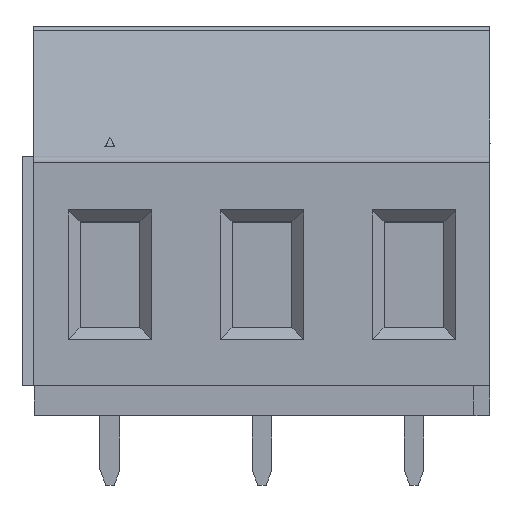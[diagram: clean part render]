
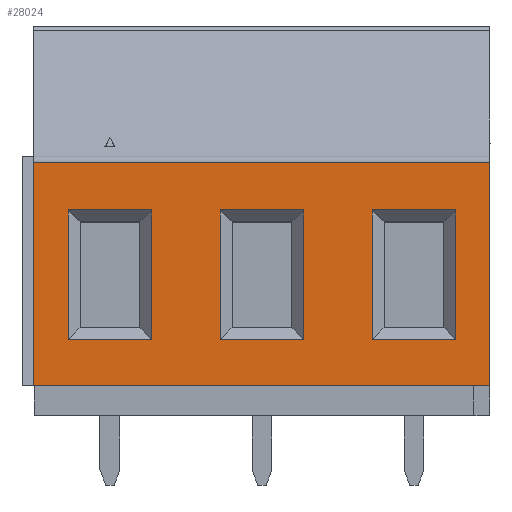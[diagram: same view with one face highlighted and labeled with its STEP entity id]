
A CAD part, top view. The second image highlights one B-rep face of the part: STEP entity #28024.
In plain terms, the highlighted planar face has unit normal (0, 0, 1).
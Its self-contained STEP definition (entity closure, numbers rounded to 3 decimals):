
#183 = LINE ( 'NONE', #26590, #25095 ) ;
#397 = CARTESIAN_POINT ( 'NONE',  ( 0., 3.8, 10.5 ) ) ;
#796 = LINE ( 'NONE', #16230, #1029 ) ;
#825 = DIRECTION ( 'NONE',  ( -1., 0., 0. ) ) ;
#890 = DIRECTION ( 'NONE',  ( 0., -1., 0. ) ) ;
#1029 = VECTOR ( 'NONE', #3086, 1000. ) ;
#1171 = VERTEX_POINT ( 'NONE', #18290 ) ;
#1392 = CARTESIAN_POINT ( 'NONE',  ( 7.62, 3.8, 10.5 ) ) ;
#1490 = VERTEX_POINT ( 'NONE', #19660 ) ;
#1505 = VERTEX_POINT ( 'NONE', #7078 ) ;
#1518 = VECTOR ( 'NONE', #15043, 1000. ) ;
#1606 = CARTESIAN_POINT ( 'NONE',  ( 22.86, 19.5, 10.5 ) ) ;
#1775 = DIRECTION ( 'NONE',  ( 1., 0., 0. ) ) ;
#1844 = CARTESIAN_POINT ( 'NONE',  ( 0., 1.5, 10.5 ) ) ;
#1880 = EDGE_CURVE ( 'NONE', #1171, #25986, #3692, .T. ) ;
#1899 = VECTOR ( 'NONE', #825, 1000. ) ;
#2262 = DIRECTION ( 'NONE',  ( -1., 0., 0. ) ) ;
#2342 = VERTEX_POINT ( 'NONE', #7119 ) ;
#2723 = EDGE_CURVE ( 'NONE', #19947, #2855, #14713, .T. ) ;
#2819 = LINE ( 'NONE', #22604, #1899 ) ;
#2855 = VERTEX_POINT ( 'NONE', #22855 ) ;
#3086 = DIRECTION ( 'NONE',  ( 0., -1., 0. ) ) ;
#3236 = CARTESIAN_POINT ( 'NONE',  ( 7.62, 10.3, 10.5 ) ) ;
#3249 = EDGE_CURVE ( 'NONE', #7098, #16540, #11070, .T. ) ;
#3294 = VERTEX_POINT ( 'NONE', #7441 ) ;
#3457 = CARTESIAN_POINT ( 'NONE',  ( 16.95, 10.3, 10.5 ) ) ;
#3631 = CARTESIAN_POINT ( 'NONE',  ( 5.91, 3.8, 10.5 ) ) ;
#3692 = LINE ( 'NONE', #1392, #17780 ) ;
#4003 = ORIENTED_EDGE ( 'NONE', *, *, #11485, .F. ) ;
#4177 = VERTEX_POINT ( 'NONE', #8454 ) ;
#4461 = LINE ( 'NONE', #4739, #12266 ) ;
#4739 = CARTESIAN_POINT ( 'NONE',  ( 21.15, 0., 10.5 ) ) ;
#4859 = VECTOR ( 'NONE', #27052, 1000. ) ;
#5399 = VECTOR ( 'NONE', #2262, 1000. ) ;
#6113 = DIRECTION ( 'NONE',  ( 0., 0., -1. ) ) ;
#6343 = LINE ( 'NONE', #1606, #7628 ) ;
#6400 = FACE_BOUND ( 'NONE', #20239, .T. ) ;
#6461 = VERTEX_POINT ( 'NONE', #13899 ) ;
#6657 = ORIENTED_EDGE ( 'NONE', *, *, #11196, .T. ) ;
#7061 = EDGE_CURVE ( 'NONE', #2342, #17513, #183, .T. ) ;
#7078 = CARTESIAN_POINT ( 'NONE',  ( 9.33, 10.3, 10.5 ) ) ;
#7098 = VERTEX_POINT ( 'NONE', #17394 ) ;
#7119 = CARTESIAN_POINT ( 'NONE',  ( 5.91, 10.3, 10.5 ) ) ;
#7158 = ORIENTED_EDGE ( 'NONE', *, *, #2723, .T. ) ;
#7441 = CARTESIAN_POINT ( 'NONE',  ( 1.71, 10.3, 10.5 ) ) ;
#7524 = CARTESIAN_POINT ( 'NONE',  ( 13.53, 3.8, 10.5 ) ) ;
#7628 = VECTOR ( 'NONE', #13030, 1000. ) ;
#7637 = VECTOR ( 'NONE', #9182, 1000. ) ;
#7802 = DIRECTION ( 'NONE',  ( 0., -1., 0. ) ) ;
#8008 = EDGE_CURVE ( 'NONE', #1505, #1490, #18264, .T. ) ;
#8367 = LINE ( 'NONE', #25959, #1518 ) ;
#8423 = FACE_BOUND ( 'NONE', #25255, .T. ) ;
#8454 = CARTESIAN_POINT ( 'NONE',  ( 1.71, 3.8, 10.5 ) ) ;
#8582 = VECTOR ( 'NONE', #21076, 1000. ) ;
#8748 = DIRECTION ( 'NONE',  ( 0., -1., 0. ) ) ;
#8951 = VECTOR ( 'NONE', #8748, 1000. ) ;
#9051 = LINE ( 'NONE', #397, #7637 ) ;
#9182 = DIRECTION ( 'NONE',  ( 1., 0., 0. ) ) ;
#9499 = VECTOR ( 'NONE', #11447, 1000. ) ;
#9601 = VERTEX_POINT ( 'NONE', #9892 ) ;
#9692 = LINE ( 'NONE', #12027, #26058 ) ;
#9892 = CARTESIAN_POINT ( 'NONE',  ( 21.15, 3.8, 10.5 ) ) ;
#10187 = DIRECTION ( 'NONE',  ( 1., 0., 0. ) ) ;
#10629 = CARTESIAN_POINT ( 'NONE',  ( 16.95, 0., 10.5 ) ) ;
#10887 = FACE_BOUND ( 'NONE', #16412, .T. ) ;
#11070 = LINE ( 'NONE', #1844, #5399 ) ;
#11138 = CARTESIAN_POINT ( 'NONE',  ( 15.24, 3.8, 10.5 ) ) ;
#11196 = EDGE_CURVE ( 'NONE', #3294, #2342, #15225, .T. ) ;
#11447 = DIRECTION ( 'NONE',  ( 1., 0., 0. ) ) ;
#11485 = EDGE_CURVE ( 'NONE', #28508, #7098, #6343, .T. ) ;
#11574 = EDGE_CURVE ( 'NONE', #2855, #9601, #4461, .T. ) ;
#11714 = EDGE_CURVE ( 'NONE', #19947, #25098, #25912, .T. ) ;
#11851 = ORIENTED_EDGE ( 'NONE', *, *, #17532, .F. ) ;
#12027 = CARTESIAN_POINT ( 'NONE',  ( 1.71, 0., 10.5 ) ) ;
#12266 = VECTOR ( 'NONE', #26544, 1000. ) ;
#13030 = DIRECTION ( 'NONE',  ( 0., -1., 0. ) ) ;
#13899 = CARTESIAN_POINT ( 'NONE',  ( 0., 12.7, 10.5 ) ) ;
#13915 = CARTESIAN_POINT ( 'NONE',  ( 16.95, 3.8, 10.5 ) ) ;
#13941 = ORIENTED_EDGE ( 'NONE', *, *, #26337, .F. ) ;
#14250 = EDGE_LOOP ( 'NONE', ( #4003, #25429, #27686, #25498 ) ) ;
#14445 = CARTESIAN_POINT ( 'NONE',  ( 0., 19.5, 10.5 ) ) ;
#14713 = LINE ( 'NONE', #14991, #8582 ) ;
#14925 = ORIENTED_EDGE ( 'NONE', *, *, #17098, .T. ) ;
#14991 = CARTESIAN_POINT ( 'NONE',  ( 15.24, 10.3, 10.5 ) ) ;
#15043 = DIRECTION ( 'NONE',  ( 0., -1., 0. ) ) ;
#15225 = LINE ( 'NONE', #26282, #21780 ) ;
#15674 = ORIENTED_EDGE ( 'NONE', *, *, #23176, .F. ) ;
#16230 = CARTESIAN_POINT ( 'NONE',  ( 13.53, 0., 10.5 ) ) ;
#16359 = EDGE_CURVE ( 'NONE', #28508, #6461, #2819, .T. ) ;
#16412 = EDGE_LOOP ( 'NONE', ( #28300, #7158, #25291, #15674 ) ) ;
#16511 = CARTESIAN_POINT ( 'NONE',  ( 0., 1.5, 10.5 ) ) ;
#16540 = VERTEX_POINT ( 'NONE', #16511 ) ;
#17098 = EDGE_CURVE ( 'NONE', #1490, #25986, #796, .T. ) ;
#17394 = CARTESIAN_POINT ( 'NONE',  ( 22.86, 1.5, 10.5 ) ) ;
#17513 = VERTEX_POINT ( 'NONE', #3631 ) ;
#17529 = DIRECTION ( 'NONE',  ( -1., 0., 0. ) ) ;
#17532 = EDGE_CURVE ( 'NONE', #1505, #1171, #8367, .T. ) ;
#17654 = FACE_OUTER_BOUND ( 'NONE', #14250, .T. ) ;
#17780 = VECTOR ( 'NONE', #10187, 1000. ) ;
#18264 = LINE ( 'NONE', #3236, #4859 ) ;
#18290 = CARTESIAN_POINT ( 'NONE',  ( 9.33, 3.8, 10.5 ) ) ;
#19250 = CARTESIAN_POINT ( 'NONE',  ( 22.86, 12.7, 10.5 ) ) ;
#19397 = ORIENTED_EDGE ( 'NONE', *, *, #1880, .F. ) ;
#19660 = CARTESIAN_POINT ( 'NONE',  ( 13.53, 10.3, 10.5 ) ) ;
#19946 = EDGE_CURVE ( 'NONE', #6461, #16540, #25376, .T. ) ;
#19947 = VERTEX_POINT ( 'NONE', #3457 ) ;
#20239 = EDGE_LOOP ( 'NONE', ( #11851, #28472, #14925, #19397 ) ) ;
#21076 = DIRECTION ( 'NONE',  ( 1., 0., 0. ) ) ;
#21344 = ORIENTED_EDGE ( 'NONE', *, *, #23219, .F. ) ;
#21780 = VECTOR ( 'NONE', #1775, 1000. ) ;
#22144 = DIRECTION ( 'NONE',  ( 0., -1., 0. ) ) ;
#22604 = CARTESIAN_POINT ( 'NONE',  ( 0., 12.7, 10.5 ) ) ;
#22855 = CARTESIAN_POINT ( 'NONE',  ( 21.15, 10.3, 10.5 ) ) ;
#22902 = AXIS2_PLACEMENT_3D ( 'NONE', #25872, #6113, #17529 ) ;
#23176 = EDGE_CURVE ( 'NONE', #25098, #9601, #24807, .T. ) ;
#23219 = EDGE_CURVE ( 'NONE', #3294, #4177, #9692, .T. ) ;
#23971 = PLANE ( 'NONE',  #22902 ) ;
#24768 = VECTOR ( 'NONE', #890, 1000. ) ;
#24807 = LINE ( 'NONE', #11138, #9499 ) ;
#25095 = VECTOR ( 'NONE', #22144, 1000. ) ;
#25098 = VERTEX_POINT ( 'NONE', #13915 ) ;
#25255 = EDGE_LOOP ( 'NONE', ( #21344, #6657, #28108, #13941 ) ) ;
#25291 = ORIENTED_EDGE ( 'NONE', *, *, #11574, .T. ) ;
#25376 = LINE ( 'NONE', #14445, #24768 ) ;
#25429 = ORIENTED_EDGE ( 'NONE', *, *, #16359, .T. ) ;
#25498 = ORIENTED_EDGE ( 'NONE', *, *, #3249, .F. ) ;
#25872 = CARTESIAN_POINT ( 'NONE',  ( 0., 19.5, 10.5 ) ) ;
#25912 = LINE ( 'NONE', #10629, #8951 ) ;
#25959 = CARTESIAN_POINT ( 'NONE',  ( 9.33, 0., 10.5 ) ) ;
#25986 = VERTEX_POINT ( 'NONE', #7524 ) ;
#26058 = VECTOR ( 'NONE', #7802, 1000. ) ;
#26282 = CARTESIAN_POINT ( 'NONE',  ( 0., 10.3, 10.5 ) ) ;
#26337 = EDGE_CURVE ( 'NONE', #4177, #17513, #9051, .T. ) ;
#26544 = DIRECTION ( 'NONE',  ( 0., -1., 0. ) ) ;
#26590 = CARTESIAN_POINT ( 'NONE',  ( 5.91, 0., 10.5 ) ) ;
#27052 = DIRECTION ( 'NONE',  ( 1., 0., 0. ) ) ;
#27686 = ORIENTED_EDGE ( 'NONE', *, *, #19946, .T. ) ;
#28024 = ADVANCED_FACE ( 'NONE', ( #6400, #8423, #17654, #10887 ), #23971, .F. ) ;
#28108 = ORIENTED_EDGE ( 'NONE', *, *, #7061, .T. ) ;
#28300 = ORIENTED_EDGE ( 'NONE', *, *, #11714, .F. ) ;
#28472 = ORIENTED_EDGE ( 'NONE', *, *, #8008, .T. ) ;
#28508 = VERTEX_POINT ( 'NONE', #19250 ) ;
